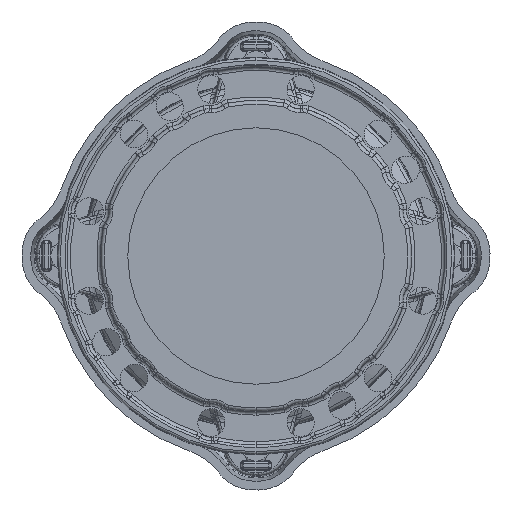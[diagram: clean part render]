
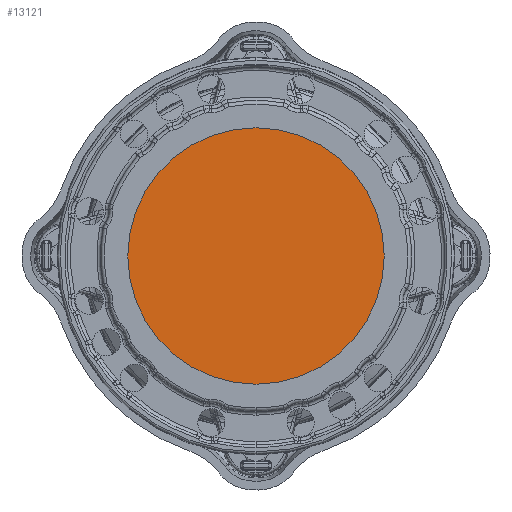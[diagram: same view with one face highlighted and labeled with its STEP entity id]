
A CAD part, left-side view. The second image highlights one B-rep face of the part: STEP entity #13121.
In plain terms, the highlighted planar face has unit normal (-1, 0, 0).
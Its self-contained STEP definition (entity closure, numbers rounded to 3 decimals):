
#11309 = VERTEX_POINT ( 'NONE', #127801 ) ;
#13121 = ADVANCED_FACE ( 'NONE', ( #166350 ), #157908, .T. ) ;
#15926 = DIRECTION ( 'NONE',  ( 0., -1., 0. ) ) ;
#18487 = DIRECTION ( 'NONE',  ( -1., 0., 0. ) ) ;
#27776 = DIRECTION ( 'NONE',  ( -1., 0., 0. ) ) ;
#34592 = DIRECTION ( 'NONE',  ( -1., 0., 0. ) ) ;
#45019 = AXIS2_PLACEMENT_3D ( 'NONE', #155593, #18487, #109418 ) ;
#62701 = ORIENTED_EDGE ( 'NONE', *, *, #68210, .T. ) ;
#68210 = EDGE_CURVE ( 'NONE', #217104, #11309, #147792, .T. ) ;
#68482 = EDGE_LOOP ( 'NONE', ( #221510, #62701 ) ) ;
#78261 = AXIS2_PLACEMENT_3D ( 'NONE', #193042, #34592, #15926 ) ;
#91833 = AXIS2_PLACEMENT_3D ( 'NONE', #184115, #27776, #97859 ) ;
#97859 = DIRECTION ( 'NONE',  ( 0., -1., 0. ) ) ;
#109418 = DIRECTION ( 'NONE',  ( 0., -1., 0. ) ) ;
#127801 = CARTESIAN_POINT ( 'NONE',  ( 1., -110., 0. ) ) ;
#131425 = CARTESIAN_POINT ( 'NONE',  ( 1., 110., 0. ) ) ;
#147792 = CIRCLE ( 'NONE', #78261, 110. ) ;
#155593 = CARTESIAN_POINT ( 'NONE',  ( 1., 0., 0. ) ) ;
#157908 = PLANE ( 'NONE',  #45019 ) ;
#166350 = FACE_OUTER_BOUND ( 'NONE', #68482, .T. ) ;
#178025 = EDGE_CURVE ( 'NONE', #11309, #217104, #199318, .T. ) ;
#184115 = CARTESIAN_POINT ( 'NONE',  ( 1., 0., 0. ) ) ;
#193042 = CARTESIAN_POINT ( 'NONE',  ( 1., 0., 0. ) ) ;
#199318 = CIRCLE ( 'NONE', #91833, 110. ) ;
#217104 = VERTEX_POINT ( 'NONE', #131425 ) ;
#221510 = ORIENTED_EDGE ( 'NONE', *, *, #178025, .T. ) ;
